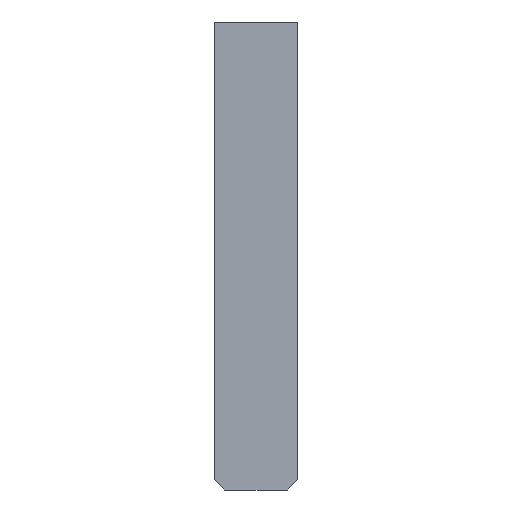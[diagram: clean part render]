
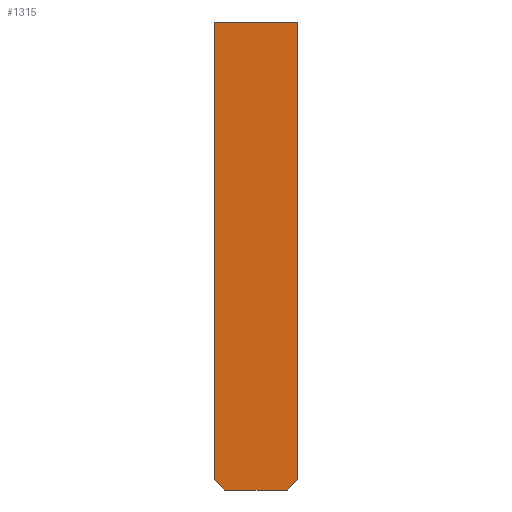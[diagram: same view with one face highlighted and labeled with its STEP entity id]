
A CAD part, left-side view. The second image highlights one B-rep face of the part: STEP entity #1315.
In plain terms, the highlighted planar face has unit normal (-1, 0, 0).
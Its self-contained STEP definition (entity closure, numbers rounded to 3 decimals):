
#33 = LINE ( 'NONE', #1241, #948 ) ;
#46 = CARTESIAN_POINT ( 'NONE',  ( -30., 8., 22.5 ) ) ;
#54 = ORIENTED_EDGE ( 'NONE', *, *, #584, .F. ) ;
#64 = LINE ( 'NONE', #46, #953 ) ;
#166 = ORIENTED_EDGE ( 'NONE', *, *, #505, .T. ) ;
#169 = LINE ( 'NONE', #1159, #588 ) ;
#252 = CARTESIAN_POINT ( 'NONE',  ( -30., 0., -22.5 ) ) ;
#277 = CARTESIAN_POINT ( 'NONE',  ( -30., 8., -22.5 ) ) ;
#289 = LINE ( 'NONE', #1261, #1335 ) ;
#294 = ORIENTED_EDGE ( 'NONE', *, *, #298, .T. ) ;
#298 = EDGE_CURVE ( 'NONE', #1521, #328, #755, .T. ) ;
#328 = VERTEX_POINT ( 'NONE', #519 ) ;
#329 = DIRECTION ( 'NONE',  ( 0., -1., 0. ) ) ;
#375 = VERTEX_POINT ( 'NONE', #1111 ) ;
#442 = EDGE_CURVE ( 'NONE', #678, #1577, #33, .T. ) ;
#487 = EDGE_CURVE ( 'NONE', #678, #375, #1268, .T. ) ;
#502 = DIRECTION ( 'NONE',  ( 0., -0.707, -0.707 ) ) ;
#505 = EDGE_CURVE ( 'NONE', #1273, #1521, #289, .T. ) ;
#519 = CARTESIAN_POINT ( 'NONE',  ( -30., 0., 22.5 ) ) ;
#552 = DIRECTION ( 'NONE',  ( 0., -1., 0. ) ) ;
#581 = EDGE_LOOP ( 'NONE', ( #1576, #166, #294, #54, #1249, #1386 ) ) ;
#584 = EDGE_CURVE ( 'NONE', #375, #328, #64, .T. ) ;
#588 = VECTOR ( 'NONE', #329, 1000. ) ;
#591 = PLANE ( 'NONE',  #1236 ) ;
#652 = EDGE_CURVE ( 'NONE', #1577, #1273, #169, .T. ) ;
#678 = VERTEX_POINT ( 'NONE', #921 ) ;
#732 = DIRECTION ( 'NONE',  ( 1., 0., 0. ) ) ;
#755 = LINE ( 'NONE', #252, #1338 ) ;
#871 = DIRECTION ( 'NONE',  ( 0., 0., 1. ) ) ;
#893 = DIRECTION ( 'NONE',  ( 0., 0., 1. ) ) ;
#921 = CARTESIAN_POINT ( 'NONE',  ( -30., 8., -21.5 ) ) ;
#948 = VECTOR ( 'NONE', #502, 1000. ) ;
#953 = VECTOR ( 'NONE', #552, 1000. ) ;
#1083 = CARTESIAN_POINT ( 'NONE',  ( -30., 8., -22.5 ) ) ;
#1111 = CARTESIAN_POINT ( 'NONE',  ( -30., 8., 22.5 ) ) ;
#1118 = DIRECTION ( 'NONE',  ( 0., -0.707, 0.707 ) ) ;
#1152 = VECTOR ( 'NONE', #871, 1000. ) ;
#1159 = CARTESIAN_POINT ( 'NONE',  ( -30., 8., -22.5 ) ) ;
#1201 = CARTESIAN_POINT ( 'NONE',  ( -30., 0., -21.5 ) ) ;
#1236 = AXIS2_PLACEMENT_3D ( 'NONE', #1083, #732, #1323 ) ;
#1241 = CARTESIAN_POINT ( 'NONE',  ( -30., 8., -21.5 ) ) ;
#1249 = ORIENTED_EDGE ( 'NONE', *, *, #487, .F. ) ;
#1261 = CARTESIAN_POINT ( 'NONE',  ( -30., 1., -22.5 ) ) ;
#1268 = LINE ( 'NONE', #277, #1152 ) ;
#1273 = VERTEX_POINT ( 'NONE', #1437 ) ;
#1315 = ADVANCED_FACE ( 'NONE', ( #1581 ), #591, .F. ) ;
#1323 = DIRECTION ( 'NONE',  ( 0., 0., -1. ) ) ;
#1335 = VECTOR ( 'NONE', #1118, 1000. ) ;
#1338 = VECTOR ( 'NONE', #893, 1000. ) ;
#1386 = ORIENTED_EDGE ( 'NONE', *, *, #442, .T. ) ;
#1437 = CARTESIAN_POINT ( 'NONE',  ( -30., 1., -22.5 ) ) ;
#1471 = CARTESIAN_POINT ( 'NONE',  ( -30., 7., -22.5 ) ) ;
#1521 = VERTEX_POINT ( 'NONE', #1201 ) ;
#1576 = ORIENTED_EDGE ( 'NONE', *, *, #652, .T. ) ;
#1577 = VERTEX_POINT ( 'NONE', #1471 ) ;
#1581 = FACE_OUTER_BOUND ( 'NONE', #581, .T. ) ;
